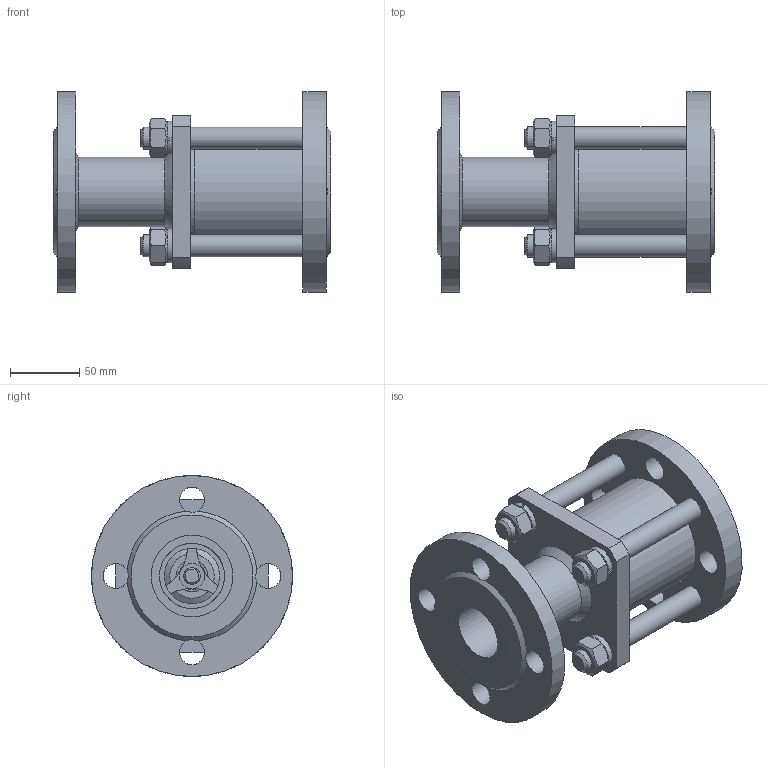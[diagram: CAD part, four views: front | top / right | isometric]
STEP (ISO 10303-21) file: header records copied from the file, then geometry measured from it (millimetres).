
FILE_DESCRIPTION((''),'2;1');
FILE_NAME('ФБ41 010 040 000.stp','2015-03-19T15:03:44',('��������'),(''),'Autodesk Inventor 2013','Autodesk Inventor 2013','');
FILE_SCHEMA(('AUTOMOTIVE_DESIGN { 1 0 10303 214 1 1 1 1 }'));
Length unit declared in the file: millimetre
Products named in the file (19): ФБ41 010 040 000; ФБ41 020 040 005; ФБ41 020 040 001; ФБ41 020 040 020; ФБ41 020 040 020_Сварные швы; ФБ41 020 040 021; ФБ41 020 040 022; ФБ41 020 040 004; ФБ41 010 040 030; ФБ41 010 040 030_Сварные швы; ФБ41 010 040 032; ФБ41 010 040 031; ФБ41 010 040 033; ФБ41 010 040 007; ФБ41 020 040 003; ФБ41 010 040 006(м16х133х26х16); Шайба ГОСТ 6402-70 16 N; Гайка ГОСТ 5915-70 M16; ФБ41 020 040 002
Assembly tree (28 placements, depth 3):
  ФБ41 010 040 000
    ФБ41 020 040 005
    ФБ41 020 040 001
    ФБ41 020 040 020
      ФБ41 020 040 020_Сварные швы
      ФБ41 020 040 021
      ФБ41 020 040 022
    ФБ41 020 040 004  x2
    ФБ41 010 040 030
      ФБ41 010 040 030_Сварные швы
      ФБ41 010 040 032
      ФБ41 010 040 031
      ФБ41 010 040 033
    ФБ41 010 040 007
    ФБ41 020 040 003
    ФБ41 010 040 006(м16х133х26х16)  x4
    Шайба ГОСТ 6402-70 16 N  x4
    Гайка ГОСТ 5915-70 M16  x4
    ФБ41 020 040 002
Bounding box: 200 x 145 x 145 mm (x, y, z)
Volume: 999276.2 mm3; surface area: 275241.4 mm2
Topology: 28 solids, 28 shells, 276 faces, 633 edges, 411 vertices
Faces by surface type: plane 121, cylinder 86, cone 68, bspline 1
Full cylindrical faces by diameter (mm): 10 x2, 12 x2, 13.835 x8, 16 x4, 18 x15, 38 x1, 40 x2, 42 x1, 46 x3, 47 x3, 49 x1, 50 x3, 53 x2, 53.835 x1, 56 x3, 59 x1, 60 x2, 61 x4, 64 x1, 75 x4, 76 x2, 82 x1, 84 x1, 145 x2
Entity records: 7551 total; most frequent: CARTESIAN_POINT 2693, DIRECTION 1042, ORIENTED_EDGE 642, AXIS2_PLACEMENT_3D 493, EDGE_LOOP 370, EDGE_CURVE 321, VERTEX_POINT 263, CIRCLE 243
